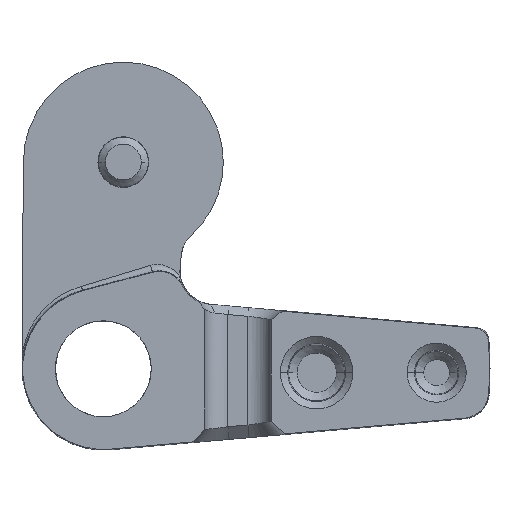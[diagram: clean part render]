
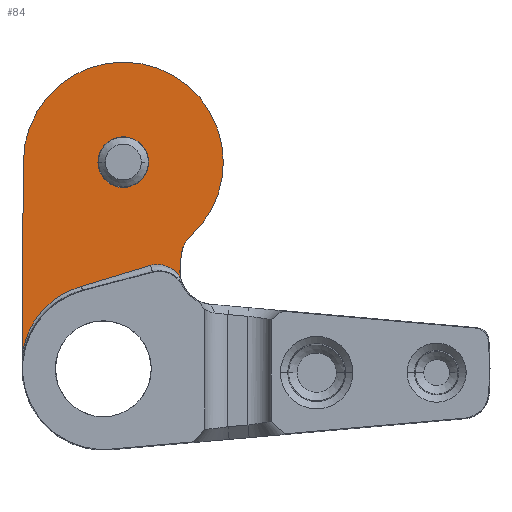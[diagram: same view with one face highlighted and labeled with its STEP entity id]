
A CAD part, top view. The second image highlights one B-rep face of the part: STEP entity #84.
In plain terms, the highlighted planar face has unit normal (0, 0, 1).
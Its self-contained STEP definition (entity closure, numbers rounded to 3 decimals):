
#28 = EDGE_CURVE ( 'NONE', #2389, #2966, #3289, .T. ) ;
#84 = ADVANCED_FACE ( 'NONE', ( #3094, #1590 ), #2864, .F. ) ;
#149 = B_SPLINE_CURVE_WITH_KNOTS ( 'NONE', 3,
 ( #441, #522, #423, #409, #399, #398 ),
 .UNSPECIFIED., .F., .F.,
 ( 4, 2, 4 ),
 ( 0., 0.001, 0.001 ),
 .UNSPECIFIED. ) ;
#300 = ORIENTED_EDGE ( 'NONE', *, *, #2112, .F. ) ;
#313 = VERTEX_POINT ( 'NONE', #2224 ) ;
#342 = CARTESIAN_POINT ( 'NONE',  ( -11.736, -9.32, -2.75 ) ) ;
#368 = DIRECTION ( 'NONE',  ( 1., 0., 0. ) ) ;
#369 = LINE ( 'NONE', #2324, #2638 ) ;
#371 = ORIENTED_EDGE ( 'NONE', *, *, #887, .F. ) ;
#372 = DIRECTION ( 'NONE',  ( 0., 0., 1. ) ) ;
#376 = CARTESIAN_POINT ( 'NONE',  ( -8.6, 0., -2.75 ) ) ;
#391 = ORIENTED_EDGE ( 'NONE', *, *, #1981, .T. ) ;
#394 = CARTESIAN_POINT ( 'NONE',  ( -9.99, -8.858, -2.75 ) ) ;
#398 = CARTESIAN_POINT ( 'NONE',  ( -4.242, -6.874, -2.75 ) ) ;
#399 = CARTESIAN_POINT ( 'NONE',  ( -4.218, -6.625, -2.75 ) ) ;
#409 = CARTESIAN_POINT ( 'NONE',  ( -4.149, -6.389, -2.75 ) ) ;
#423 = CARTESIAN_POINT ( 'NONE',  ( -3.924, -5.942, -2.75 ) ) ;
#441 = CARTESIAN_POINT ( 'NONE',  ( -3.588, -5.579, -2.75 ) ) ;
#478 = DIRECTION ( 'NONE',  ( -0.006, -1., 0. ) ) ;
#481 = DIRECTION ( 'NONE',  ( 1., 0., 0. ) ) ;
#484 = VERTEX_POINT ( 'NONE', #1702 ) ;
#491 = DIRECTION ( 'NONE',  ( 0., 0., -1. ) ) ;
#497 = CARTESIAN_POINT ( 'NONE',  ( -1.856, -8.175, -2.75 ) ) ;
#510 = CARTESIAN_POINT ( 'NONE',  ( -6.551, -7.742, -2.75 ) ) ;
#522 = CARTESIAN_POINT ( 'NONE',  ( -3.774, -5.747, -2.75 ) ) ;
#532 = CARTESIAN_POINT ( 'NONE',  ( -16.1, 0.048, -2.75 ) ) ;
#571 = CARTESIAN_POINT ( 'NONE',  ( -8.296, -8.204, -2.75 ) ) ;
#591 = B_SPLINE_CURVE_WITH_KNOTS ( 'NONE', 3,
 ( #706, #830, #726, #695, #690, #689, #684, #681, #678, #674 ),
 .UNSPECIFIED., .F., .F.,
 ( 4, 2, 2, 2, 4 ),
 ( 0., 0.25, 0.5, 0.75, 1. ),
 .UNSPECIFIED. ) ;
#622 = DIRECTION ( 'NONE',  ( 1., 0., 0. ) ) ;
#643 = DIRECTION ( 'NONE',  ( -1., 0., 0. ) ) ;
#648 = DIRECTION ( 'NONE',  ( 0., 0., 1. ) ) ;
#658 = CARTESIAN_POINT ( 'NONE',  ( -8.6, 0., -2.75 ) ) ;
#668 = B_SPLINE_CURVE_WITH_KNOTS ( 'NONE', 3,
 ( #510, #571, #394, #342 ),
 .UNSPECIFIED., .F., .F.,
 ( 4, 4 ),
 ( -0.005, 0. ),
 .UNSPECIFIED. ) ;
#674 = CARTESIAN_POINT ( 'NONE',  ( -6.546, -7.741, -2.75 ) ) ;
#678 = CARTESIAN_POINT ( 'NONE',  ( -6.321, -7.681, -2.75 ) ) ;
#681 = CARTESIAN_POINT ( 'NONE',  ( -6.09, -7.664, -2.75 ) ) ;
#684 = CARTESIAN_POINT ( 'NONE',  ( -5.635, -7.707, -2.75 ) ) ;
#689 = CARTESIAN_POINT ( 'NONE',  ( -5.412, -7.769, -2.75 ) ) ;
#690 = CARTESIAN_POINT ( 'NONE',  ( -5.009, -7.957, -2.75 ) ) ;
#695 = CARTESIAN_POINT ( 'NONE',  ( -4.824, -8.085, -2.75 ) ) ;
#706 = CARTESIAN_POINT ( 'NONE',  ( -4.293, -8.734, -2.75 ) ) ;
#721 = CARTESIAN_POINT ( 'NONE',  ( -10.5, 0., -2.75 ) ) ;
#726 = CARTESIAN_POINT ( 'NONE',  ( -4.516, -8.382, -2.75 ) ) ;
#759 = CARTESIAN_POINT ( 'NONE',  ( -14.186, -10.588, -2.75 ) ) ;
#781 = CARTESIAN_POINT ( 'NONE',  ( -13.048, -9.796, -2.75 ) ) ;
#830 = CARTESIAN_POINT ( 'NONE',  ( -4.388, -8.554, -2.75 ) ) ;
#859 = EDGE_CURVE ( 'NONE', #2174, #2258, #369, .T. ) ;
#867 = CARTESIAN_POINT ( 'NONE',  ( -16.196, -14.794, -2.75 ) ) ;
#874 = EDGE_CURVE ( 'NONE', #1557, #1292, #591, .T. ) ;
#875 = EDGE_CURVE ( 'NONE', #2966, #2389, #3454, .T. ) ;
#887 = EDGE_CURVE ( 'NONE', #1292, #2026, #985, .T. ) ;
#902 = VECTOR ( 'NONE', #478, 1000. ) ;
#920 = EDGE_CURVE ( 'NONE', #1557, #2174, #1627, .T. ) ;
#923 = CARTESIAN_POINT ( 'NONE',  ( -3.588, -5.579, -2.75 ) ) ;
#931 = EDGE_CURVE ( 'NONE', #2700, #2258, #149, .T. ) ;
#933 = EDGE_CURVE ( 'NONE', #484, #1559, #1722, .T. ) ;
#938 = EDGE_CURVE ( 'NONE', #1559, #2695, #2477, .T. ) ;
#985 = CIRCLE ( 'NONE', #3577, 8.009 ) ;
#1033 = ORIENTED_EDGE ( 'NONE', *, *, #874, .F. ) ;
#1123 = B_SPLINE_CURVE_WITH_KNOTS ( 'NONE', 3,
 ( #2083, #3866, #781, #759, #1383, #2315, #2280, #2275, #2220, #2210 ),
 .UNSPECIFIED., .F., .F.,
 ( 4, 2, 2, 2, 4 ),
 ( 0., 0.273, 0.545, 0.818, 1. ),
 .UNSPECIFIED. ) ;
#1149 = EDGE_CURVE ( 'NONE', #2026, #313, #668, .T. ) ;
#1241 = CIRCLE ( 'NONE', #3278, 7.5 ) ;
#1292 = VERTEX_POINT ( 'NONE', #3043 ) ;
#1352 = CARTESIAN_POINT ( 'NONE',  ( -16.1, 0.048, -2.75 ) ) ;
#1383 = CARTESIAN_POINT ( 'NONE',  ( -14.683, -11.082, -2.75 ) ) ;
#1481 = CARTESIAN_POINT ( 'NONE',  ( -4.293, -8.734, -2.75 ) ) ;
#1557 = VERTEX_POINT ( 'NONE', #1481 ) ;
#1559 = VERTEX_POINT ( 'NONE', #1352 ) ;
#1590 = FACE_OUTER_BOUND ( 'NONE', #2380, .T. ) ;
#1627 = CIRCLE ( 'NONE', #3562, 2.5 ) ;
#1702 = CARTESIAN_POINT ( 'NONE',  ( -1.1, 0., -2.75 ) ) ;
#1722 = CIRCLE ( 'NONE', #3560, 7.5 ) ;
#1863 = ORIENTED_EDGE ( 'NONE', *, *, #875, .F. ) ;
#1976 = CARTESIAN_POINT ( 'NONE',  ( -6.7, 0., -2.75 ) ) ;
#1981 = EDGE_CURVE ( 'NONE', #2700, #484, #1241, .T. ) ;
#1985 = CARTESIAN_POINT ( 'NONE',  ( -6.551, -7.742, -2.75 ) ) ;
#2026 = VERTEX_POINT ( 'NONE', #1985 ) ;
#2083 = CARTESIAN_POINT ( 'NONE',  ( -11.736, -9.32, -2.75 ) ) ;
#2112 = EDGE_CURVE ( 'NONE', #313, #2695, #1123, .T. ) ;
#2132 = CARTESIAN_POINT ( 'NONE',  ( -4.344, -7.934, -2.75 ) ) ;
#2150 = ORIENTED_EDGE ( 'NONE', *, *, #28, .F. ) ;
#2156 = CARTESIAN_POINT ( 'NONE',  ( -4.242, -6.874, -2.75 ) ) ;
#2174 = VERTEX_POINT ( 'NONE', #2132 ) ;
#2207 = ORIENTED_EDGE ( 'NONE', *, *, #920, .T. ) ;
#2210 = CARTESIAN_POINT ( 'NONE',  ( -16.196, -14.794, -2.75 ) ) ;
#2220 = CARTESIAN_POINT ( 'NONE',  ( -16.168, -14.349, -2.75 ) ) ;
#2222 = ORIENTED_EDGE ( 'NONE', *, *, #1149, .F. ) ;
#2224 = CARTESIAN_POINT ( 'NONE',  ( -11.736, -9.32, -2.75 ) ) ;
#2258 = VERTEX_POINT ( 'NONE', #2156 ) ;
#2275 = CARTESIAN_POINT ( 'NONE',  ( -16.092, -13.905, -2.75 ) ) ;
#2280 = CARTESIAN_POINT ( 'NONE',  ( -15.778, -12.822, -2.75 ) ) ;
#2315 = CARTESIAN_POINT ( 'NONE',  ( -15.479, -12.199, -2.75 ) ) ;
#2318 = DIRECTION ( 'NONE',  ( 0.096, 0.995, 0. ) ) ;
#2324 = CARTESIAN_POINT ( 'NONE',  ( -4.162, -6.046, -2.75 ) ) ;
#2380 = EDGE_LOOP ( 'NONE', ( #2222, #371, #1033, #2207, #2603, #2725, #391, #2537, #3595, #300 ) ) ;
#2389 = VERTEX_POINT ( 'NONE', #1976 ) ;
#2455 = DIRECTION ( 'NONE',  ( 1., 0., 0. ) ) ;
#2471 = DIRECTION ( 'NONE',  ( 0., 0., 1. ) ) ;
#2477 = LINE ( 'NONE', #532, #902 ) ;
#2484 = CARTESIAN_POINT ( 'NONE',  ( -8.6, 0., -2.75 ) ) ;
#2537 = ORIENTED_EDGE ( 'NONE', *, *, #933, .T. ) ;
#2603 = ORIENTED_EDGE ( 'NONE', *, *, #859, .T. ) ;
#2638 = VECTOR ( 'NONE', #2318, 1000. ) ;
#2695 = VERTEX_POINT ( 'NONE', #867 ) ;
#2700 = VERTEX_POINT ( 'NONE', #923 ) ;
#2725 = ORIENTED_EDGE ( 'NONE', *, *, #931, .F. ) ;
#2852 = DIRECTION ( 'NONE',  ( 1., 0., 0. ) ) ;
#2864 = PLANE ( 'NONE',  #3765 ) ;
#2876 = CARTESIAN_POINT ( 'NONE',  ( -8.6, 0., -2.75 ) ) ;
#2906 = DIRECTION ( 'NONE',  ( 0., 0., -1. ) ) ;
#2909 = EDGE_LOOP ( 'NONE', ( #1863, #2150 ) ) ;
#2966 = VERTEX_POINT ( 'NONE', #721 ) ;
#3043 = CARTESIAN_POINT ( 'NONE',  ( -6.546, -7.741, -2.75 ) ) ;
#3094 = FACE_BOUND ( 'NONE', #2909, .T. ) ;
#3278 = AXIS2_PLACEMENT_3D ( 'NONE', #2484, #2471, #2455 ) ;
#3289 = CIRCLE ( 'NONE', #3822, 1.9 ) ;
#3335 = DIRECTION ( 'NONE',  ( -1., 0., 0. ) ) ;
#3337 = DIRECTION ( 'NONE',  ( 0., 0., 1. ) ) ;
#3341 = CARTESIAN_POINT ( 'NONE',  ( -8.6, 0., -2.75 ) ) ;
#3454 = CIRCLE ( 'NONE', #3583, 1.9 ) ;
#3560 = AXIS2_PLACEMENT_3D ( 'NONE', #376, #372, #368 ) ;
#3562 = AXIS2_PLACEMENT_3D ( 'NONE', #497, #491, #481 ) ;
#3577 = AXIS2_PLACEMENT_3D ( 'NONE', #3764, #3667, #622 ) ;
#3583 = AXIS2_PLACEMENT_3D ( 'NONE', #658, #648, #643 ) ;
#3595 = ORIENTED_EDGE ( 'NONE', *, *, #938, .T. ) ;
#3667 = DIRECTION ( 'NONE',  ( 0., 0., -1. ) ) ;
#3764 = CARTESIAN_POINT ( 'NONE',  ( -8.6, 0., -2.75 ) ) ;
#3765 = AXIS2_PLACEMENT_3D ( 'NONE', #2876, #2906, #2852 ) ;
#3822 = AXIS2_PLACEMENT_3D ( 'NONE', #3341, #3337, #3335 ) ;
#3866 = CARTESIAN_POINT ( 'NONE',  ( -12.408, -9.498, -2.75 ) ) ;
